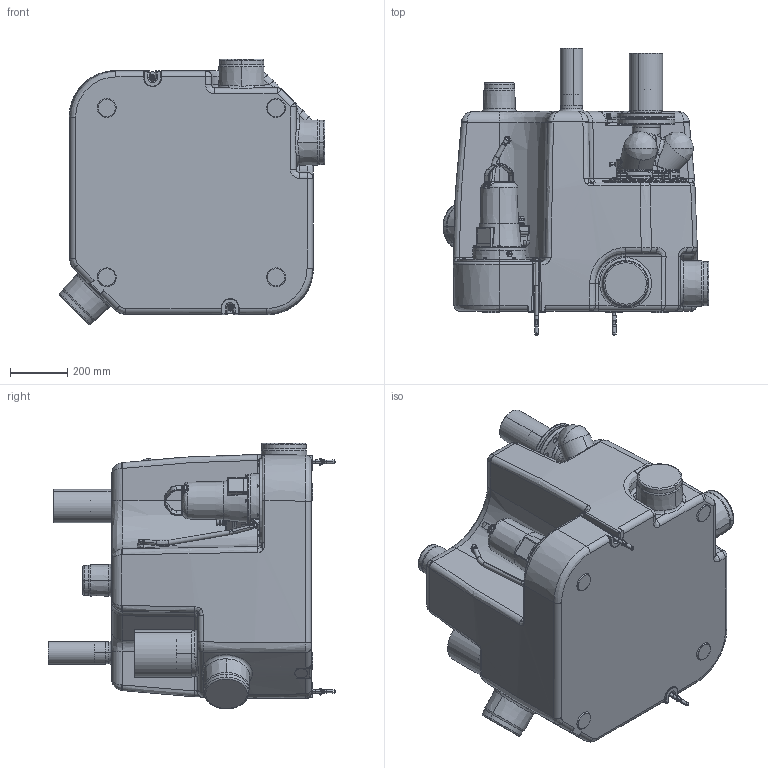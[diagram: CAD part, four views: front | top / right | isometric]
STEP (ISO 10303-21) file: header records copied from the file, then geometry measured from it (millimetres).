
FILE_DESCRIPTION (( 'STEP AP214' ), '1' );
FILE_NAME ('FHA 1.2 TopTD-0026576.STEP', '2016-02-23T09:13:32', ( '' ), ( '' ), 'SwSTEP 2.0', 'SolidWorks 2011', '' );
FILE_SCHEMA (( 'AUTOMOTIVE_DESIGN' ));
Length unit declared in the file: millimetre
Products named in the file (1): FHA 1.2 TopTD-0026576
Bounding box: 925.68 x 1000 x 925.34 mm (x, y, z)
Volume: 344331008.6 mm3; surface area: 4817517.1 mm2
Topology: 13 solids, 13 shells, 3170 faces, 7983 edges, 4793 vertices
Faces by surface type: bspline 1130, cylinder 877, plane 848, cone 286, torus 17, sphere 12
Entity records: 191477 total; most frequent: CARTESIAN_POINT 90138, ORIENTED_EDGE 15498, DIRECTION 11329, EDGE_CURVE 7749, VERTEX_POINT 4785, AXIS2_PLACEMENT_3D 4460, EDGE_LOOP 3406, UNCERTAINTY_MEASURE_WITH_UNIT 3185
